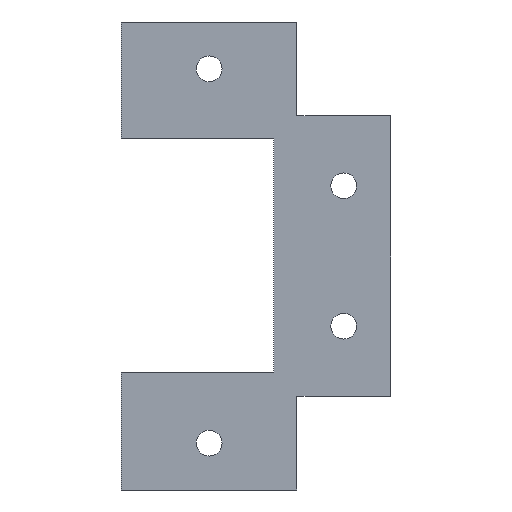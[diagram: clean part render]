
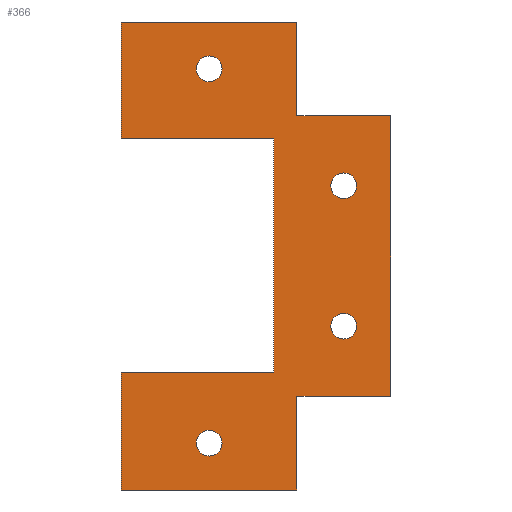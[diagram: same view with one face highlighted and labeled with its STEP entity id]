
A CAD part, front view. The second image highlights one B-rep face of the part: STEP entity #366.
In plain terms, the highlighted planar face has unit normal (0, -1, 0).
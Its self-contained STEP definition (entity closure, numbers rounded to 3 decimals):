
#19=FACE_BOUND('',#77,.T.);
#20=FACE_BOUND('',#78,.T.);
#21=FACE_BOUND('',#79,.T.);
#22=FACE_BOUND('',#80,.T.);
#36=PLANE('',#415);
#54=FACE_OUTER_BOUND('',#76,.T.);
#76=EDGE_LOOP('',(#329,#330,#331,#332,#333,#334,#335,#336,#337,#338,#339,
#340));
#77=EDGE_LOOP('',(#341));
#78=EDGE_LOOP('',(#342));
#79=EDGE_LOOP('',(#343));
#80=EDGE_LOOP('',(#344));
#85=LINE('',#538,#125);
#89=LINE('',#546,#129);
#92=LINE('',#552,#132);
#95=LINE('',#558,#135);
#98=LINE('',#564,#138);
#101=LINE('',#570,#141);
#104=LINE('',#576,#144);
#107=LINE('',#582,#147);
#110=LINE('',#588,#150);
#113=LINE('',#594,#153);
#116=LINE('',#600,#156);
#119=LINE('',#605,#159);
#125=VECTOR('',#448,10.);
#129=VECTOR('',#454,10.);
#132=VECTOR('',#459,10.);
#135=VECTOR('',#464,10.);
#138=VECTOR('',#469,10.);
#141=VECTOR('',#474,10.);
#144=VECTOR('',#479,10.);
#147=VECTOR('',#484,10.);
#150=VECTOR('',#489,10.);
#153=VECTOR('',#494,10.);
#156=VECTOR('',#499,10.);
#159=VECTOR('',#504,10.);
#162=CIRCLE('',#392,2.2);
#164=CIRCLE('',#395,2.2);
#166=CIRCLE('',#398,2.2);
#168=CIRCLE('',#401,2.2);
#170=VERTEX_POINT('',#514);
#172=VERTEX_POINT('',#520);
#174=VERTEX_POINT('',#526);
#176=VERTEX_POINT('',#532);
#177=VERTEX_POINT('',#536);
#178=VERTEX_POINT('',#537);
#181=VERTEX_POINT('',#545);
#183=VERTEX_POINT('',#551);
#185=VERTEX_POINT('',#557);
#187=VERTEX_POINT('',#563);
#189=VERTEX_POINT('',#569);
#191=VERTEX_POINT('',#575);
#193=VERTEX_POINT('',#581);
#195=VERTEX_POINT('',#587);
#197=VERTEX_POINT('',#593);
#199=VERTEX_POINT('',#599);
#203=EDGE_CURVE('',#170,#170,#162,.T.);
#206=EDGE_CURVE('',#172,#172,#164,.T.);
#209=EDGE_CURVE('',#174,#174,#166,.T.);
#212=EDGE_CURVE('',#176,#176,#168,.T.);
#213=EDGE_CURVE('',#177,#178,#85,.T.);
#217=EDGE_CURVE('',#181,#177,#89,.T.);
#220=EDGE_CURVE('',#183,#181,#92,.T.);
#223=EDGE_CURVE('',#185,#183,#95,.T.);
#226=EDGE_CURVE('',#187,#185,#98,.T.);
#229=EDGE_CURVE('',#189,#187,#101,.T.);
#232=EDGE_CURVE('',#191,#189,#104,.T.);
#235=EDGE_CURVE('',#193,#191,#107,.T.);
#238=EDGE_CURVE('',#195,#193,#110,.T.);
#241=EDGE_CURVE('',#197,#195,#113,.T.);
#244=EDGE_CURVE('',#199,#197,#116,.T.);
#247=EDGE_CURVE('',#178,#199,#119,.T.);
#329=ORIENTED_EDGE('',*,*,#247,.F.);
#330=ORIENTED_EDGE('',*,*,#213,.F.);
#331=ORIENTED_EDGE('',*,*,#217,.F.);
#332=ORIENTED_EDGE('',*,*,#220,.F.);
#333=ORIENTED_EDGE('',*,*,#223,.F.);
#334=ORIENTED_EDGE('',*,*,#226,.F.);
#335=ORIENTED_EDGE('',*,*,#229,.F.);
#336=ORIENTED_EDGE('',*,*,#232,.F.);
#337=ORIENTED_EDGE('',*,*,#235,.F.);
#338=ORIENTED_EDGE('',*,*,#238,.F.);
#339=ORIENTED_EDGE('',*,*,#241,.F.);
#340=ORIENTED_EDGE('',*,*,#244,.F.);
#341=ORIENTED_EDGE('',*,*,#212,.F.);
#342=ORIENTED_EDGE('',*,*,#209,.F.);
#343=ORIENTED_EDGE('',*,*,#206,.F.);
#344=ORIENTED_EDGE('',*,*,#203,.F.);
#366=ADVANCED_FACE('',(#54,#19,#20,#21,#22),#36,.F.);
#392=AXIS2_PLACEMENT_3D('',#516,#423,#424);
#395=AXIS2_PLACEMENT_3D('',#522,#430,#431);
#398=AXIS2_PLACEMENT_3D('',#528,#437,#438);
#401=AXIS2_PLACEMENT_3D('',#534,#444,#445);
#415=AXIS2_PLACEMENT_3D('',#608,#508,#509);
#423=DIRECTION('center_axis',(0.,-1.,0.));
#424=DIRECTION('ref_axis',(1.,0.,0.));
#430=DIRECTION('center_axis',(0.,-1.,0.));
#431=DIRECTION('ref_axis',(1.,0.,0.));
#437=DIRECTION('center_axis',(0.,-1.,0.));
#438=DIRECTION('ref_axis',(1.,0.,0.));
#444=DIRECTION('center_axis',(0.,-1.,0.));
#445=DIRECTION('ref_axis',(1.,0.,0.));
#448=DIRECTION('',(-1.,0.,0.));
#454=DIRECTION('',(0.,0.,1.));
#459=DIRECTION('',(1.,0.,0.));
#464=DIRECTION('',(0.,0.,1.));
#469=DIRECTION('',(-1.,0.,0.));
#474=DIRECTION('',(0.,0.,-1.));
#479=DIRECTION('',(-1.,0.,0.));
#484=DIRECTION('',(0.,0.,-1.));
#489=DIRECTION('',(1.,0.,0.));
#494=DIRECTION('',(0.,0.,-1.));
#499=DIRECTION('',(1.,0.,0.));
#504=DIRECTION('',(0.,0.,1.));
#508=DIRECTION('center_axis',(0.,1.,0.));
#509=DIRECTION('ref_axis',(0.,0.,1.));
#514=CARTESIAN_POINT('',(-13.2,0.,12.));
#516=CARTESIAN_POINT('Origin',(-11.,0.,12.));
#520=CARTESIAN_POINT('',(9.8,0.,-8.));
#522=CARTESIAN_POINT('Origin',(12.,0.,-8.));
#526=CARTESIAN_POINT('',(9.8,0.,-32.));
#528=CARTESIAN_POINT('Origin',(12.,0.,-32.));
#532=CARTESIAN_POINT('',(-13.2,0.,-52.));
#534=CARTESIAN_POINT('Origin',(-11.,0.,-52.));
#536=CARTESIAN_POINT('',(0.,0.,0.));
#537=CARTESIAN_POINT('',(-26.,0.,0.));
#538=CARTESIAN_POINT('',(0.,0.,0.));
#545=CARTESIAN_POINT('',(0.,0.,-40.));
#546=CARTESIAN_POINT('',(0.,0.,-40.));
#551=CARTESIAN_POINT('',(-26.,0.,-40.));
#552=CARTESIAN_POINT('',(-26.,0.,-40.));
#557=CARTESIAN_POINT('',(-26.,0.,-60.));
#558=CARTESIAN_POINT('',(-26.,0.,-60.));
#563=CARTESIAN_POINT('',(4.,0.,-60.));
#564=CARTESIAN_POINT('',(4.,0.,-60.));
#569=CARTESIAN_POINT('',(4.,0.,-44.));
#570=CARTESIAN_POINT('',(4.,0.,-44.));
#575=CARTESIAN_POINT('',(20.,0.,-44.));
#576=CARTESIAN_POINT('',(20.,0.,-44.));
#581=CARTESIAN_POINT('',(20.,0.,4.));
#582=CARTESIAN_POINT('',(20.,0.,4.));
#587=CARTESIAN_POINT('',(4.,0.,4.));
#588=CARTESIAN_POINT('',(4.,0.,4.));
#593=CARTESIAN_POINT('',(4.,0.,20.));
#594=CARTESIAN_POINT('',(4.,0.,20.));
#599=CARTESIAN_POINT('',(-26.,0.,20.));
#600=CARTESIAN_POINT('',(-26.,0.,20.));
#605=CARTESIAN_POINT('',(-26.,0.,0.));
#608=CARTESIAN_POINT('Origin',(-3.,0.,-20.));
